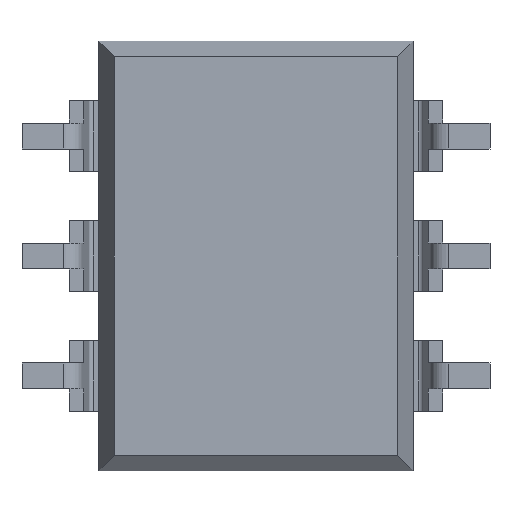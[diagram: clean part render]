
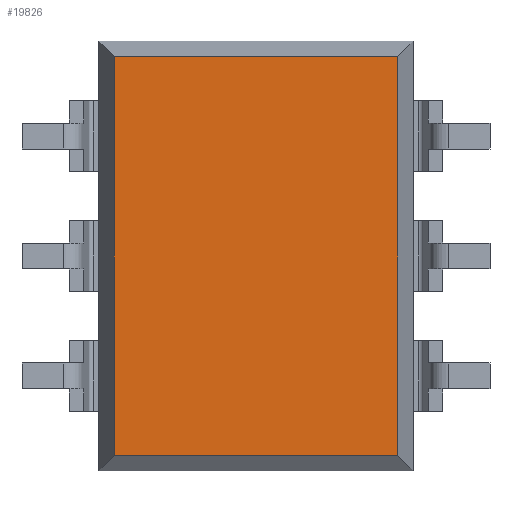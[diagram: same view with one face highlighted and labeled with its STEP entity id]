
A CAD part, front view. The second image highlights one B-rep face of the part: STEP entity #19826.
In plain terms, the highlighted planar face has unit normal (0, -1, 0).
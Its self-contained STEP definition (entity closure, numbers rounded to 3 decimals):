
#52 = DIRECTION ( 'NONE',  ( -1., 0., 0. ) ) ;
#326 = CARTESIAN_POINT ( 'NONE',  ( 2.997, 0., 8.772 ) ) ;
#506 = ORIENTED_EDGE ( 'NONE', *, *, #7001, .F. ) ;
#1234 = LINE ( 'NONE', #7629, #25745 ) ;
#1613 = CARTESIAN_POINT ( 'NONE',  ( -2.997, 0., 9.1 ) ) ;
#2442 = VERTEX_POINT ( 'NONE', #326 ) ;
#2444 = VECTOR ( 'NONE', #11342, 1000. ) ;
#3339 = PLANE ( 'NONE',  #8313 ) ;
#3608 = FACE_OUTER_BOUND ( 'NONE', #4559, .T. ) ;
#4165 = VECTOR ( 'NONE', #22490, 1000. ) ;
#4559 = EDGE_LOOP ( 'NONE', ( #506, #18643, #6168, #20992 ) ) ;
#5079 = VERTEX_POINT ( 'NONE', #23097 ) ;
#6168 = ORIENTED_EDGE ( 'NONE', *, *, #19000, .T. ) ;
#6578 = CARTESIAN_POINT ( 'NONE',  ( -2.997, 0., 8.772 ) ) ;
#6942 = DIRECTION ( 'NONE',  ( 0., 0., 1. ) ) ;
#7001 = EDGE_CURVE ( 'NONE', #2442, #5079, #1234, .T. ) ;
#7280 = CARTESIAN_POINT ( 'NONE',  ( -2.997, 0., 9.1 ) ) ;
#7629 = CARTESIAN_POINT ( 'NONE',  ( 2.997, 0., 9.1 ) ) ;
#8313 = AXIS2_PLACEMENT_3D ( 'NONE', #7280, #11156, #6942 ) ;
#9355 = VERTEX_POINT ( 'NONE', #13110 ) ;
#9728 = DIRECTION ( 'NONE',  ( 0., 0., -1. ) ) ;
#9815 = LINE ( 'NONE', #25949, #4165 ) ;
#11156 = DIRECTION ( 'NONE',  ( 0., 1., 0. ) ) ;
#11342 = DIRECTION ( 'NONE',  ( 0., 0., -1. ) ) ;
#12053 = CARTESIAN_POINT ( 'NONE',  ( 3.325, 0., 0.328 ) ) ;
#13110 = CARTESIAN_POINT ( 'NONE',  ( -2.997, 0., 0.328 ) ) ;
#14645 = VERTEX_POINT ( 'NONE', #6578 ) ;
#18643 = ORIENTED_EDGE ( 'NONE', *, *, #21559, .T. ) ;
#19000 = EDGE_CURVE ( 'NONE', #14645, #9355, #23141, .T. ) ;
#19826 = ADVANCED_FACE ( 'NONE', ( #3608 ), #3339, .F. ) ;
#20160 = LINE ( 'NONE', #12053, #22723 ) ;
#20992 = ORIENTED_EDGE ( 'NONE', *, *, #21453, .F. ) ;
#21453 = EDGE_CURVE ( 'NONE', #5079, #9355, #20160, .T. ) ;
#21559 = EDGE_CURVE ( 'NONE', #2442, #14645, #9815, .T. ) ;
#22490 = DIRECTION ( 'NONE',  ( -1., 0., 0. ) ) ;
#22723 = VECTOR ( 'NONE', #52, 1000. ) ;
#23097 = CARTESIAN_POINT ( 'NONE',  ( 2.997, 0., 0.328 ) ) ;
#23141 = LINE ( 'NONE', #1613, #2444 ) ;
#25745 = VECTOR ( 'NONE', #9728, 1000. ) ;
#25949 = CARTESIAN_POINT ( 'NONE',  ( 3.325, 0., 8.772 ) ) ;
